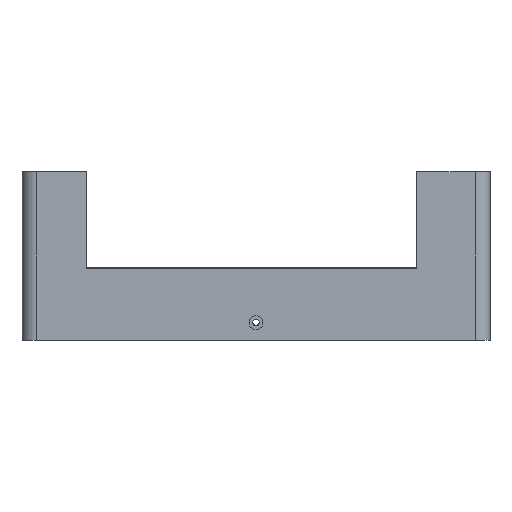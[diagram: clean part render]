
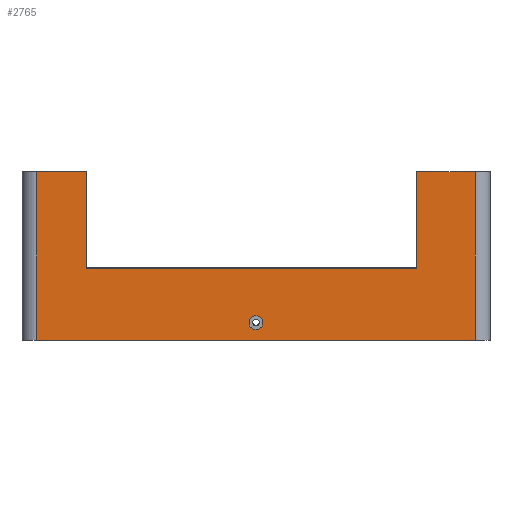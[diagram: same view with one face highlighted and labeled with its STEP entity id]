
A CAD part, left-side view. The second image highlights one B-rep face of the part: STEP entity #2765.
In plain terms, the highlighted planar face has unit normal (-1, 0, 0).
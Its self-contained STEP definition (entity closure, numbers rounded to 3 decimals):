
#51=LINE('',#3870,#389);
#114=LINE('',#4025,#452);
#139=LINE('',#4081,#477);
#143=LINE('',#4092,#481);
#282=LINE('',#4406,#620);
#284=LINE('',#4410,#622);
#285=LINE('',#4411,#623);
#286=LINE('',#4412,#624);
#389=VECTOR('',#3129,10.);
#452=VECTOR('',#3236,10.);
#477=VECTOR('',#3273,10.);
#481=VECTOR('',#3283,10.);
#620=VECTOR('',#3574,10.);
#622=VECTOR('',#3580,10.);
#623=VECTOR('',#3581,10.);
#624=VECTOR('',#3582,10.);
#746=FACE_BOUND('',#995,.T.);
#841=FACE_OUTER_BOUND('',#994,.T.);
#994=EDGE_LOOP('',(#2274,#2275,#2276,#2277,#2278,#2279,#2280,#2281));
#995=EDGE_LOOP('',(#2282));
#1053=CIRCLE('',#2836,1.89);
#1113=VERTEX_POINT('',#3791);
#1138=VERTEX_POINT('',#3867);
#1139=VERTEX_POINT('',#3869);
#1208=VERTEX_POINT('',#4022);
#1209=VERTEX_POINT('',#4024);
#1233=VERTEX_POINT('',#4079);
#1234=VERTEX_POINT('',#4080);
#1237=VERTEX_POINT('',#4089);
#1238=VERTEX_POINT('',#4091);
#1381=EDGE_CURVE('',#1113,#1113,#1053,.T.);
#1418=EDGE_CURVE('',#1138,#1139,#51,.T.);
#1495=EDGE_CURVE('',#1208,#1209,#114,.T.);
#1523=EDGE_CURVE('',#1233,#1234,#139,.T.);
#1529=EDGE_CURVE('',#1238,#1237,#143,.T.);
#1684=EDGE_CURVE('',#1234,#1138,#282,.T.);
#1686=EDGE_CURVE('',#1139,#1237,#284,.T.);
#1687=EDGE_CURVE('',#1209,#1233,#285,.T.);
#1688=EDGE_CURVE('',#1238,#1208,#286,.T.);
#2274=ORIENTED_EDGE('',*,*,#1529,.T.);
#2275=ORIENTED_EDGE('',*,*,#1686,.F.);
#2276=ORIENTED_EDGE('',*,*,#1418,.F.);
#2277=ORIENTED_EDGE('',*,*,#1684,.F.);
#2278=ORIENTED_EDGE('',*,*,#1523,.F.);
#2279=ORIENTED_EDGE('',*,*,#1687,.F.);
#2280=ORIENTED_EDGE('',*,*,#1495,.F.);
#2281=ORIENTED_EDGE('',*,*,#1688,.F.);
#2282=ORIENTED_EDGE('',*,*,#1381,.T.);
#2633=PLANE('',#2974);
#2765=ADVANCED_FACE('',(#841,#746),#2633,.T.);
#2836=AXIS2_PLACEMENT_3D('',#3792,#3047,#3048);
#2974=AXIS2_PLACEMENT_3D('',#4409,#3578,#3579);
#3047=DIRECTION('center_axis',(1.,0.,0.));
#3048=DIRECTION('ref_axis',(0.,-1.,0.));
#3129=DIRECTION('',(0.,-1.,0.));
#3236=DIRECTION('',(0.,-1.,0.));
#3273=DIRECTION('',(0.,1.,0.));
#3283=DIRECTION('',(0.,1.,0.));
#3574=DIRECTION('',(0.,0.,1.));
#3578=DIRECTION('center_axis',(-1.,0.,0.));
#3579=DIRECTION('ref_axis',(0.,0.,1.));
#3580=DIRECTION('',(0.,0.,-1.));
#3581=DIRECTION('',(0.,0.,-1.));
#3582=DIRECTION('',(0.,0.,1.));
#3791=CARTESIAN_POINT('',(-28.,-34.36,-12.146));
#3792=CARTESIAN_POINT('Origin',(-28.,-36.25,-12.146));
#3867=CARTESIAN_POINT('',(-28.,23.5,29.));
#3869=CARTESIAN_POINT('',(-28.,10.,29.));
#3870=CARTESIAN_POINT('',(-28.,-80.,29.));
#4022=CARTESIAN_POINT('',(-28.,-80.,29.));
#4024=CARTESIAN_POINT('',(-28.,-96.,29.));
#4025=CARTESIAN_POINT('',(-28.,-100.,29.));
#4079=CARTESIAN_POINT('',(-28.,-96.,-17.));
#4080=CARTESIAN_POINT('',(-28.,23.5,-17.));
#4081=CARTESIAN_POINT('',(-28.,-80.,-17.));
#4089=CARTESIAN_POINT('',(-28.,10.,2.708));
#4091=CARTESIAN_POINT('',(-28.,-80.,2.708));
#4092=CARTESIAN_POINT('',(-28.,-100.,2.708));
#4406=CARTESIAN_POINT('',(-28.,23.5,5.25));
#4409=CARTESIAN_POINT('Origin',(-28.,-80.,-2.));
#4410=CARTESIAN_POINT('',(-28.,10.,5.75));
#4411=CARTESIAN_POINT('',(-28.,-96.,5.25));
#4412=CARTESIAN_POINT('',(-28.,-80.,5.75));
